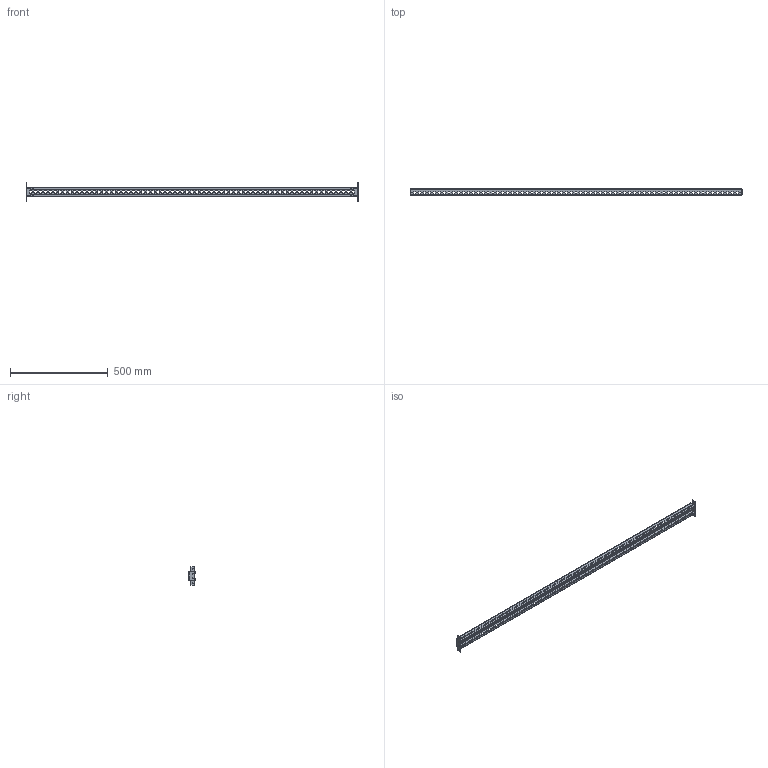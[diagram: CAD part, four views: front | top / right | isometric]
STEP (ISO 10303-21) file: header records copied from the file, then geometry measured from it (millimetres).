
FILE_DESCRIPTION (( 'STEP AP203' ), '1' );
FILE_NAME ('Ðåéêà âåðòèêàëüíàÿ c âíåøíèì êðåïëåíèåì äëÿ êîðïóñà Â1800 (2 øò) EKF AleSta.STEP', '2025-09-15T10:14:39', ( '' ), ( '' ), 'SwSTEP 2.0', 'SolidWorks 2021', '' );
FILE_SCHEMA (( 'CONFIG_CONTROL_DESIGN' ));
Length unit declared in the file: millimetre
Products named in the file (1): Ðåéêà âåðòèêàëüíàÿ c âíåøíèì êðåïëåíèåì äëÿ êîðïóñà Â1800 (2 øò) EKF AleSta
Bounding box: 1699 x 34 x 95 mm (x, y, z)
Volume: 291624.1 mm3; surface area: 416800.3 mm2
Topology: 1 solids, 1 shells, 1830 faces, 5436 edges, 3608 vertices
Faces by surface type: cylinder 964, plane 866
Entity records: 64629 total; most frequent: DIRECTION 11026, CARTESIAN_POINT 10875, ORIENTED_EDGE 10872, EDGE_CURVE 5436, AXIS2_PLACEMENT_3D 3759, VERTEX_POINT 3608, LINE 3508, VECTOR 3508
